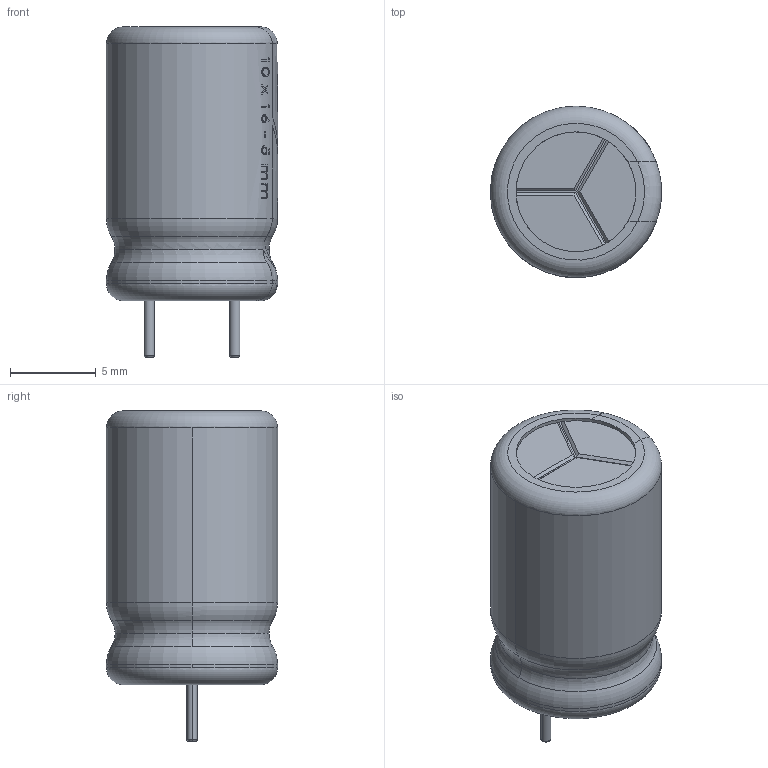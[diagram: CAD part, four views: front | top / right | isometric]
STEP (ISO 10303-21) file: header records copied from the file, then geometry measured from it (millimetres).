
FILE_DESCRIPTION (( 'STEP AP214' ), '1' );
FILE_NAME ('4A659409-88EC-48FC-AA93-8FE37C80B93B.STEP', '2023-08-17T07:09:44', ( '' ), ( '' ), 'SwSTEP 2.0', 'SolidWorks 2022', '' );
FILE_SCHEMA (( 'AUTOMOTIVE_DESIGN' ));
Length unit declared in the file: millimetre
Products named in the file (1): 4A659409-88EC-48FC-AA93-8FE37C80B93B
Bounding box: 10 x 10 x 19.3 mm (x, y, z)
Volume: 642.4 mm3; surface area: 1054.8 mm2
Topology: 1 solids, 2 shells, 412 faces, 1078 edges, 713 vertices
Faces by surface type: plane 200, bspline 130, cylinder 59, torus 23
Entity records: 25088 total; most frequent: CARTESIAN_POINT 11465, ORIENTED_EDGE 2156, DIRECTION 1406, EDGE_CURVE 1078, VERTEX_POINT 713, AXIS2_PLACEMENT_3D 509, B_SPLINE_CURVE_WITH_KNOTS 456, EDGE_LOOP 455
